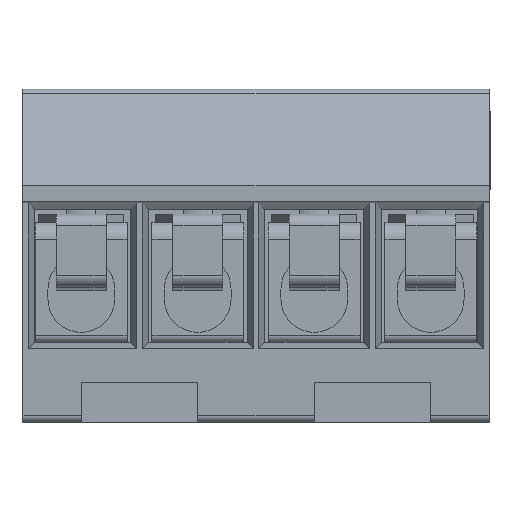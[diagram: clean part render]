
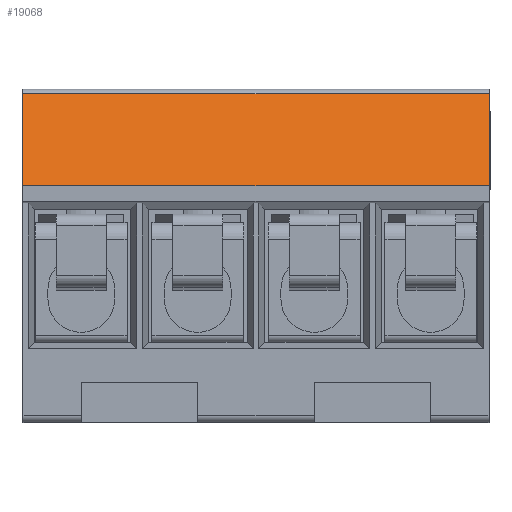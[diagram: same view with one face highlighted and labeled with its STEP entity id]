
A CAD part, top view. The second image highlights one B-rep face of the part: STEP entity #19068.
In plain terms, the highlighted planar face has unit normal (0, 0.342, 0.94).
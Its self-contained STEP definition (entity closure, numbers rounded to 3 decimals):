
#44=DIRECTION('',(0.,0.94,-0.342));
#45=VECTOR('',#44,2.946);
#46=CARTESIAN_POINT('',(-1.75,2.1,4.75));
#47=LINE('',#46,#45);
#1580=DIRECTION('',(0.,-0.94,0.342));
#1581=VECTOR('',#1580,2.946);
#1582=CARTESIAN_POINT('',(12.25,4.868,3.742));
#1583=LINE('',#1582,#1581);
#3610=DIRECTION('',(-1.,0.,0.));
#3611=VECTOR('',#3610,14.);
#3612=CARTESIAN_POINT('',(12.25,2.1,4.75));
#3613=LINE('',#3612,#3611);
#3618=DIRECTION('',(-1.,0.,0.));
#3619=VECTOR('',#3618,14.);
#3620=CARTESIAN_POINT('',(12.25,4.868,3.742));
#3621=LINE('',#3620,#3619);
#12052=CARTESIAN_POINT('',(-1.75,2.1,4.75));
#12053=CARTESIAN_POINT('',(-1.75,4.868,3.742));
#12054=VERTEX_POINT('',#12052);
#12055=VERTEX_POINT('',#12053);
#12458=CARTESIAN_POINT('',(12.25,2.1,4.75));
#12459=VERTEX_POINT('',#12458);
#12520=CARTESIAN_POINT('',(12.25,4.868,3.742));
#12522=VERTEX_POINT('',#12520);
#19056=CARTESIAN_POINT('',(10.5,3.55,4.222));
#19057=DIRECTION('',(0.,0.342,0.94));
#19058=DIRECTION('',(-1.,0.,0.));
#19059=AXIS2_PLACEMENT_3D('',#19056,#19057,#19058);
#19060=PLANE('',#19059);
#19062=ORIENTED_EDGE('',*,*,#19061,.F.);
#19063=ORIENTED_EDGE('',*,*,#16360,.T.);
#19064=ORIENTED_EDGE('',*,*,#19050,.T.);
#19065=ORIENTED_EDGE('',*,*,#15134,.T.);
#19066=EDGE_LOOP('',(#19062,#19063,#19064,#19065));
#19067=FACE_OUTER_BOUND('',#19066,.F.);
#19068=ADVANCED_FACE('',(#19067),#19060,.T.);
#15134=EDGE_CURVE('',#12054,#12055,#47,.T.);
#16360=EDGE_CURVE('',#12522,#12459,#1583,.T.);
#19050=EDGE_CURVE('',#12459,#12054,#3613,.T.);
#19061=EDGE_CURVE('',#12522,#12055,#3621,.T.);
